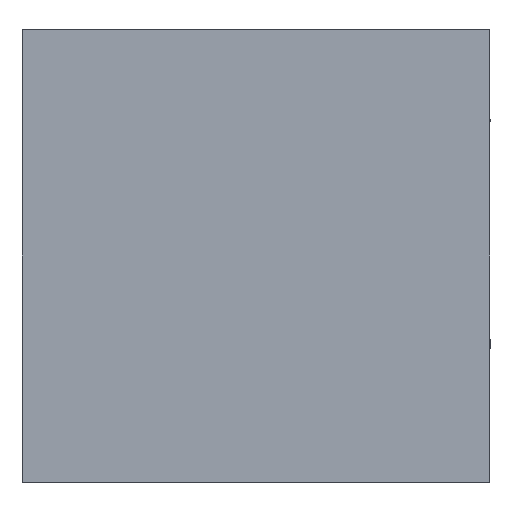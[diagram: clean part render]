
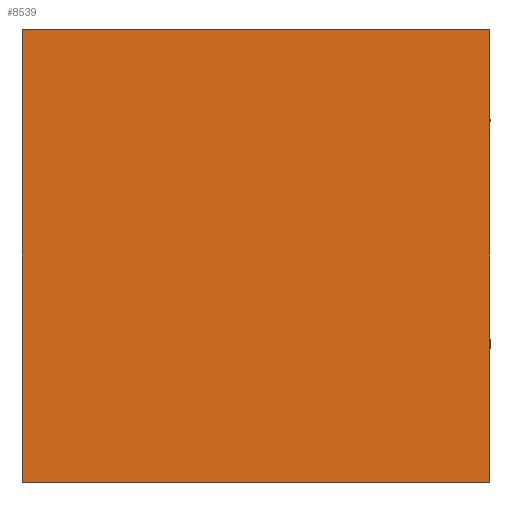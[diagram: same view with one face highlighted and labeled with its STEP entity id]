
A CAD part, left-side view. The second image highlights one B-rep face of the part: STEP entity #8539.
In plain terms, the highlighted planar face has unit normal (-1, 0, 0).
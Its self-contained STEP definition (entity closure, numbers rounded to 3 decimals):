
#815=PLANE('',#9131);
#1312=FACE_OUTER_BOUND('',#1824,.T.);
#1824=EDGE_LOOP('',(#7577,#7578,#7579,#7580));
#2300=LINE('',#34736,#2795);
#2323=LINE('',#34800,#2818);
#2324=LINE('',#34803,#2819);
#2325=LINE('',#34804,#2820);
#2795=VECTOR('',#10705,10.);
#2818=VECTOR('',#10776,10.);
#2819=VECTOR('',#10779,10.);
#2820=VECTOR('',#10780,10.);
#3706=VERTEX_POINT('',#34717);
#3715=VERTEX_POINT('',#34734);
#3732=VERTEX_POINT('',#34798);
#3733=VERTEX_POINT('',#34802);
#4992=EDGE_CURVE('',#3715,#3706,#2300,.T.);
#5025=EDGE_CURVE('',#3715,#3732,#2323,.T.);
#5026=EDGE_CURVE('',#3733,#3732,#2324,.T.);
#5027=EDGE_CURVE('',#3706,#3733,#2325,.T.);
#7577=ORIENTED_EDGE('',*,*,#5025,.T.);
#7578=ORIENTED_EDGE('',*,*,#5026,.F.);
#7579=ORIENTED_EDGE('',*,*,#5027,.F.);
#7580=ORIENTED_EDGE('',*,*,#4992,.F.);
#8539=ADVANCED_FACE('',(#1312),#815,.T.);
#9131=AXIS2_PLACEMENT_3D('',#34801,#10777,#10778);
#10705=DIRECTION('',(0.,1.,0.));
#10776=DIRECTION('',(0.,0.,1.));
#10777=DIRECTION('center_axis',(-1.,0.,0.));
#10778=DIRECTION('ref_axis',(0.,-1.,0.));
#10779=DIRECTION('',(0.,-1.,0.));
#10780=DIRECTION('',(0.,0.,1.));
#34717=CARTESIAN_POINT('',(-80.75,31.,-30.));
#34734=CARTESIAN_POINT('',(-80.75,-30.9,-30.));
#34736=CARTESIAN_POINT('',(-80.75,-31.,-30.));
#34798=CARTESIAN_POINT('',(-80.75,-30.9,30.));
#34800=CARTESIAN_POINT('',(-80.75,-30.9,0.));
#34801=CARTESIAN_POINT('Origin',(-80.75,31.,0.));
#34802=CARTESIAN_POINT('',(-80.75,31.,30.));
#34803=CARTESIAN_POINT('',(-80.75,-31.,30.));
#34804=CARTESIAN_POINT('',(-80.75,31.,0.));
